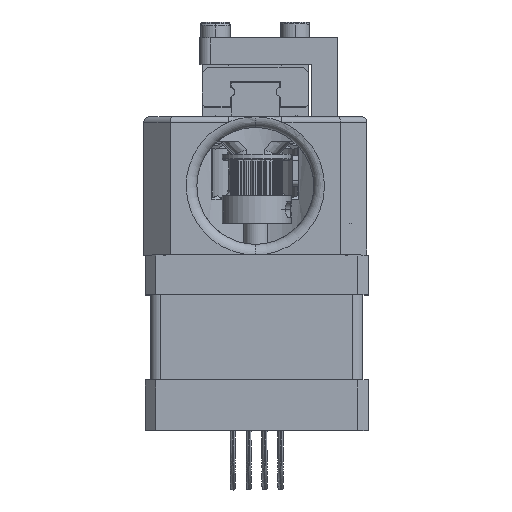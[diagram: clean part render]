
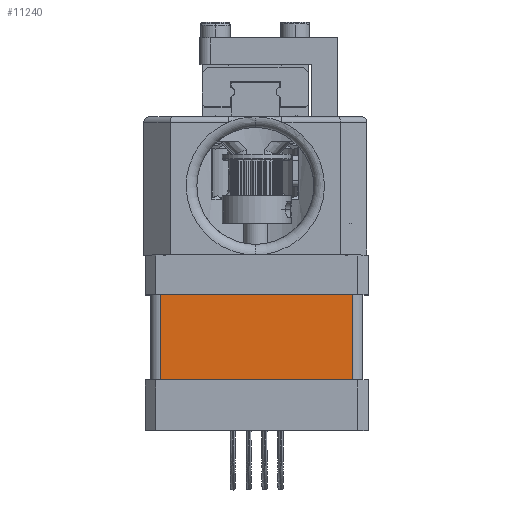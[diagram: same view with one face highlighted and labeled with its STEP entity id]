
A CAD part, top view. The second image highlights one B-rep face of the part: STEP entity #11240.
In plain terms, the highlighted face is planar.
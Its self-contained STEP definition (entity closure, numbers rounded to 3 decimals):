
#4399 = CARTESIAN_POINT ( 'NONE',  ( 3., 1., 25.5 ) ) ;
#5440 = CARTESIAN_POINT ( 'NONE',  ( 3., 1., 9.5 ) ) ;
#7976 = EDGE_CURVE ( 'NONE', #12523, #19923, #17436, .T. ) ;
#8771 = ORIENTED_EDGE ( 'NONE', *, *, #25025, .F. ) ;
#8778 = VERTEX_POINT ( 'NONE', #28570 ) ;
#10833 = ORIENTED_EDGE ( 'NONE', *, *, #31336, .F. ) ;
#10834 = DIRECTION ( 'NONE',  ( -1., 0., 0. ) ) ;
#10982 = DIRECTION ( 'NONE',  ( 1., 0., 0. ) ) ;
#11240 = ADVANCED_FACE ( 'NONE', ( #12877 ), #35114, .F. ) ;
#11313 = DIRECTION ( 'NONE',  ( 0., 0., -1. ) ) ;
#12523 = VERTEX_POINT ( 'NONE', #4399 ) ;
#12610 = VECTOR ( 'NONE', #11313, 1000. ) ;
#12877 = FACE_OUTER_BOUND ( 'NONE', #30685, .T. ) ;
#12920 = VECTOR ( 'NONE', #18578, 1000. ) ;
#13583 = CARTESIAN_POINT ( 'NONE',  ( 3., 1., 9.5 ) ) ;
#14064 = CARTESIAN_POINT ( 'NONE',  ( 39., 1., 25.5 ) ) ;
#15337 = CARTESIAN_POINT ( 'NONE',  ( 3., 1., 25.5 ) ) ;
#15947 = AXIS2_PLACEMENT_3D ( 'NONE', #15337, #29984, #35598 ) ;
#16913 = LINE ( 'NONE', #20910, #12920 ) ;
#17436 = LINE ( 'NONE', #33967, #33438 ) ;
#18578 = DIRECTION ( 'NONE',  ( 0., 0., 1. ) ) ;
#19923 = VERTEX_POINT ( 'NONE', #34323 ) ;
#20398 = ORIENTED_EDGE ( 'NONE', *, *, #7976, .F. ) ;
#20910 = CARTESIAN_POINT ( 'NONE',  ( 3., 1., 25.5 ) ) ;
#22136 = ORIENTED_EDGE ( 'NONE', *, *, #33127, .F. ) ;
#25025 = EDGE_CURVE ( 'NONE', #19923, #8778, #36613, .T. ) ;
#25586 = VERTEX_POINT ( 'NONE', #5440 ) ;
#28570 = CARTESIAN_POINT ( 'NONE',  ( 39., 1., 9.5 ) ) ;
#29247 = VECTOR ( 'NONE', #10834, 1000. ) ;
#29984 = DIRECTION ( 'NONE',  ( 0., 1., 0. ) ) ;
#30685 = EDGE_LOOP ( 'NONE', ( #8771, #20398, #10833, #22136 ) ) ;
#31056 = LINE ( 'NONE', #13583, #29247 ) ;
#31336 = EDGE_CURVE ( 'NONE', #25586, #12523, #16913, .T. ) ;
#33127 = EDGE_CURVE ( 'NONE', #8778, #25586, #31056, .T. ) ;
#33438 = VECTOR ( 'NONE', #10982, 1000. ) ;
#33967 = CARTESIAN_POINT ( 'NONE',  ( 3., 1., 25.5 ) ) ;
#34323 = CARTESIAN_POINT ( 'NONE',  ( 39., 1., 25.5 ) ) ;
#35114 = PLANE ( 'NONE',  #15947 ) ;
#35598 = DIRECTION ( 'NONE',  ( -1., 0., 0. ) ) ;
#36613 = LINE ( 'NONE', #14064, #12610 ) ;
